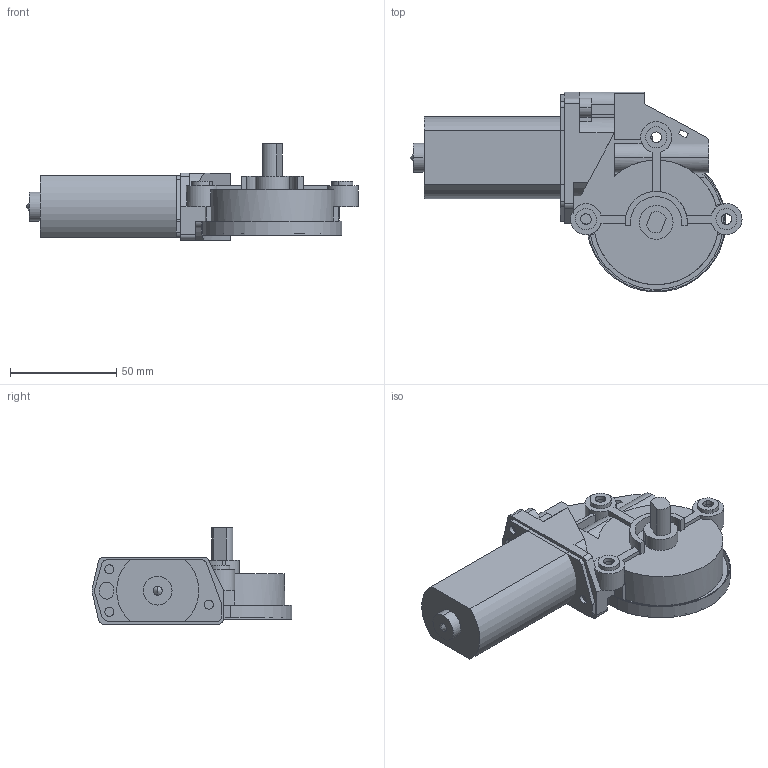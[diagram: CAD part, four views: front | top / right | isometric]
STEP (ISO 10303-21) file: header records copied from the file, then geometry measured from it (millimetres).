
FILE_DESCRIPTION (( 'STEP AP203' ), '1' );
FILE_NAME ('AM-2235.STEP', '2012-12-12T21:25:50', ( '' ), ( '' ), 'SwSTEP 2.0', 'SolidWorks 2010', '' );
FILE_SCHEMA (( 'CONFIG_CONTROL_DESIGN' ));
Length unit declared in the file: inch
Products named in the file (6): AM-2235; AM-2235 gearbox housing; AM-2235 gear cap; AM-2235 motor; AM-2235 threaded insert; AM-2235 output shaft
Assembly tree (7 placements, depth 2):
  AM-2235
    AM-2235 output shaft
    AM-2235 gearbox housing
    AM-2235 threaded insert  x3
    AM-2235 motor
    AM-2235 gear cap
Bounding box: 155.99 x 93.89 x 45.24 mm (x, y, z)
Volume: 175322.9 mm3; surface area: 46712.5 mm2
Topology: 8 solids, 8 shells, 205 faces, 539 edges, 354 vertices
Faces by surface type: plane 109, cylinder 91, cone 3, bspline 2
Entity records: 6808 total; most frequent: CARTESIAN_POINT 1228, DIRECTION 1079, ORIENTED_EDGE 1006, EDGE_CURVE 503, AXIS2_PLACEMENT_3D 397, VERTEX_POINT 330, VECTOR 285, LINE 285
